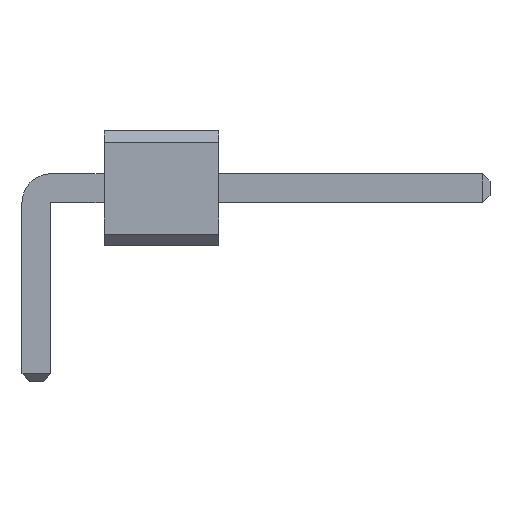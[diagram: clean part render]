
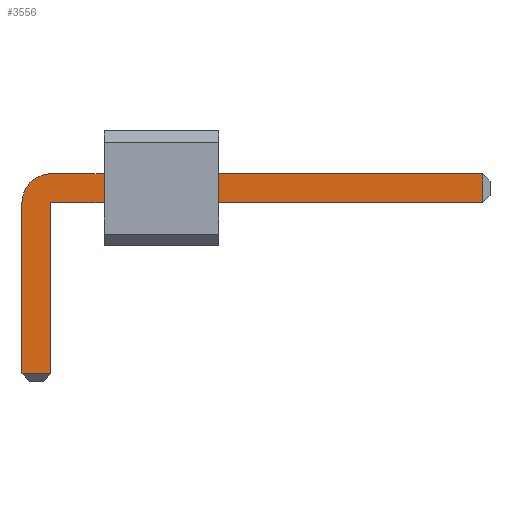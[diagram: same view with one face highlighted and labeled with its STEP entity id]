
A CAD part, front view. The second image highlights one B-rep face of the part: STEP entity #3556.
In plain terms, the highlighted planar face has unit normal (0, -1, 0).
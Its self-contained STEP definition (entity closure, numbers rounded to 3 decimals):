
#13=DIRECTION('',(0.,0.,1.));
#1582=VECTOR('',#13,1.);
#3356=VECTOR('',#3357,1.);
#3357=DIRECTION('',(1.,0.,0.));
#3363=VECTOR('',#3364,1.);
#3364=DIRECTION('',(0.,0.,-1.));
#3371=VECTOR('',#3372,1.);
#3372=DIRECTION('',(-1.,0.,0.));
#3393=DIRECTION('',(-0.,1.,0.));
#3397=DIRECTION('',(0.,1.,0.));
#3398=DIRECTION('',(1.,0.,0.));
#3405=VERTEX_POINT('',#3406);
#3406=CARTESIAN_POINT('',(0.32,-66.36,1.59));
#3408=ORIENTED_EDGE('',*,*,#3409,.T.);
#3409=EDGE_CURVE('',#3405,#3410,#3412,.T.);
#3410=VERTEX_POINT('',#3411);
#3411=CARTESIAN_POINT('',(9.88,-66.36,1.59));
#3412=LINE('',#3413,#3356);
#3413=CARTESIAN_POINT('',(-0.32,-66.36,1.59));
#3451=EDGE_CURVE('',#3452,#3405,#3454,.T.);
#3452=VERTEX_POINT('',#3453);
#3453=CARTESIAN_POINT('',(-0.32,-66.36,0.95));
#3454=CIRCLE('',#3455,0.64);
#3455=AXIS2_PLACEMENT_3D('',#3456,#3393,#3364);
#3456=CARTESIAN_POINT('',(0.32,-66.36,0.95));
#3468=VERTEX_POINT('',#3469);
#3469=CARTESIAN_POINT('',(9.88,-66.36,0.95));
#3471=ORIENTED_EDGE('',*,*,#3472,.T.);
#3472=EDGE_CURVE('',#3468,#3473,#3474,.T.);
#3473=VERTEX_POINT('',#3456);
#3474=LINE('',#3475,#3371);
#3475=CARTESIAN_POINT('',(10.04,-66.36,0.95));
#3487=VERTEX_POINT('',#3488);
#3488=CARTESIAN_POINT('',(-0.32,-66.36,-2.84));
#3490=ORIENTED_EDGE('',*,*,#3491,.T.);
#3491=EDGE_CURVE('',#3487,#3452,#3492,.T.);
#3492=LINE('',#3493,#1582);
#3493=CARTESIAN_POINT('',(-0.32,-66.36,-3.));
#3501=ORIENTED_EDGE('',*,*,#3502,.T.);
#3502=EDGE_CURVE('',#3473,#3503,#3505,.T.);
#3503=VERTEX_POINT('',#3504);
#3504=CARTESIAN_POINT('',(0.32,-66.36,-2.84));
#3505=LINE('',#3456,#3363);
#3556=ADVANCED_FACE('',(#3557),#3566,.F.);
#3557=FACE_BOUND('',#3558,.F.);
#3558=EDGE_LOOP('',(#3408,#3559,#3471,#3501,#3562,#3490,#3565));
#3559=ORIENTED_EDGE('',*,*,#3560,.T.);
#3560=EDGE_CURVE('',#3410,#3468,#3561,.T.);
#3561=LINE('',#3411,#3363);
#3562=ORIENTED_EDGE('',*,*,#3563,.T.);
#3563=EDGE_CURVE('',#3503,#3487,#3564,.T.);
#3564=LINE('',#3504,#3371);
#3565=ORIENTED_EDGE('',*,*,#3451,.T.);
#3566=PLANE('',#3567);
#3567=AXIS2_PLACEMENT_3D('',#3568,#3397,#3398);
#3568=CARTESIAN_POINT('',(3.576,-66.36,0.579));
